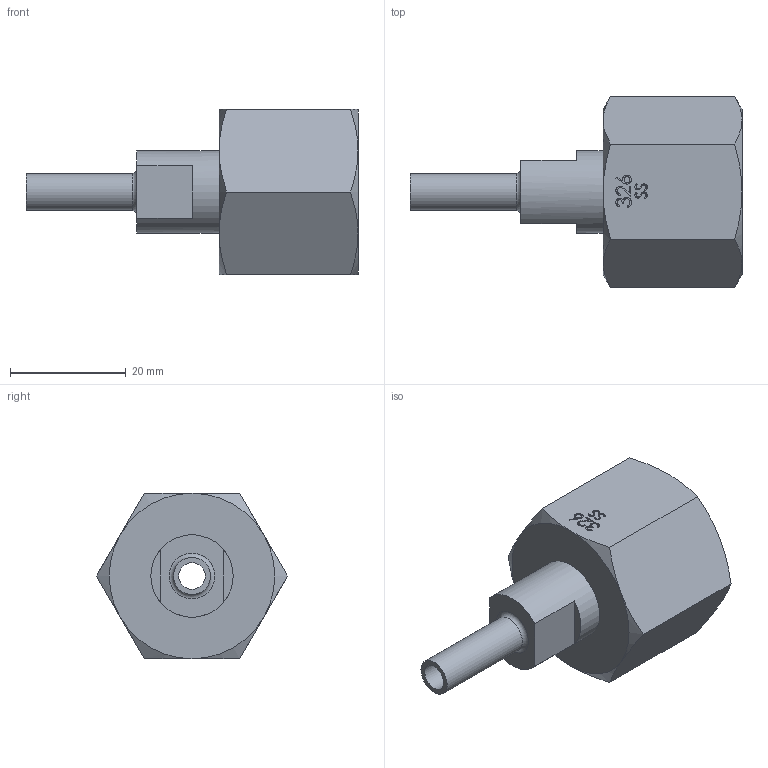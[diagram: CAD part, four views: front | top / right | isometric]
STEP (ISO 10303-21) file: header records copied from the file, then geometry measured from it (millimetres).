
FILE_DESCRIPTION (( 'STEP AP203' ), '1' );
FILE_NAME ('INL-326SS-4TS-36F.STEP', '2021-01-13T19:57:22', ( '' ), ( '' ), 'SwSTEP 2.0', 'SolidWorks 2018', '' );
FILE_SCHEMA (( 'CONFIG_CONTROL_DESIGN' ));
Length unit declared in the file: inch
Products named in the file (1): INL-326SS-4TS-36F
Bounding box: 57.34 x 33 x 28.57 mm (x, y, z)
Volume: 15688.2 mm3; surface area: 7242.1 mm2
Topology: 1 solids, 1 shells, 127 faces, 518 edges, 403 vertices
Faces by surface type: bspline 63, plane 39, cone 16, cylinder 6, torus 2, sphere 1
Full cylindrical faces by diameter (mm): 4.572 x1, 6.401 x1, 10.287 x1, 14.211 x1, 18.669 x1
Entity records: 12688 total; most frequent: CARTESIAN_POINT 9118, ORIENTED_EDGE 998, EDGE_CURVE 499, VERTEX_POINT 396, B_SPLINE_CURVE_WITH_KNOTS 344, DIRECTION 319, EDGE_LOOP 151, FACE_OUTER_BOUND 135
